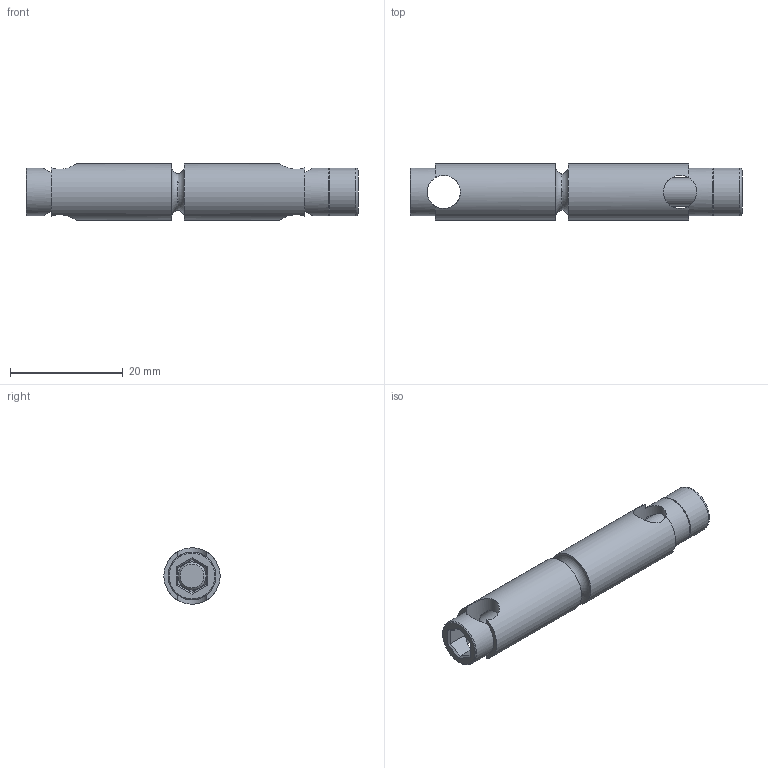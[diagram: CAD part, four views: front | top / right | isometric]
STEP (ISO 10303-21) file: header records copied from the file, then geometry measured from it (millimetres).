
FILE_DESCRIPTION( ( 'STEP AP214' ), '1' );
FILE_NAME( '099G061M5.stp', '2021-08-20T09:44:48', ( 'License CC BY-ND 4.0' ), ( 'CADENAS' ), ' ', 'PARTsolutions', ' ' );
FILE_SCHEMA( ( 'AUTOMOTIVE_DESIGN { 1 0 10303 214 1 1 1 1 }' ) );
Length unit declared in the file: millimetre
Products named in the file (3): 099G061M5; _099GS061M5; _099G061M5-p2
Assembly tree (3 placements, depth 2):
  099G061M5
    _099GS061M5  x2
    _099G061M5-p2
Bounding box: 59 x 10 x 10 mm (x, y, z)
Volume: 3481.6 mm3; surface area: 3471.5 mm2
Topology: 3 solids, 3 shells, 129 faces, 319 edges, 191 vertices
Faces by surface type: plane 107, cylinder 14, torus 4, cone 4
Full cylindrical faces by diameter (mm): 5 x3, 5.9 x2, 8.5 x3, 10 x2
Entity records: 3025 total; most frequent: CARTESIAN_POINT 609, DIRECTION 362, ORIENTED_EDGE 342, EDGE_CURVE 171, AXIS2_PLACEMENT_3D 128, VERTEX_POINT 108, LINE 106, VECTOR 106
